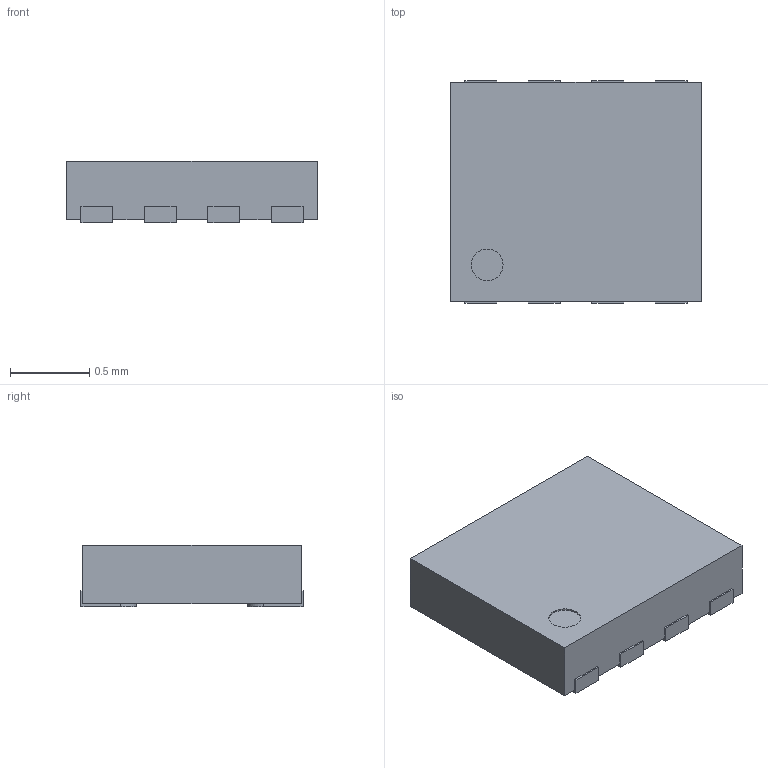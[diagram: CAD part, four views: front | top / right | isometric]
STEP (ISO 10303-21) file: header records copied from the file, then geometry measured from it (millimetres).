
FILE_DESCRIPTION(/* description */ ('model of TDFN-8_1.4x1.6mm_Pitch0.4mm'),/* implementation_level */ '2;1');
FILE_NAME(/* name */ 'TDFN-8_1.4x1.6mm_Pitch0.4mm.step',/* time_stamp */ '2022-05-23T16:31:41',/* author */ ('kicad StepUp','ksu'),/* organization */ ('FreeCAD'),/* preprocessor_version */ 'OCC',/* originating_system */ 'kicad StepUp',/* authorisation */ '');
FILE_SCHEMA(('AUTOMOTIVE_DESIGN { 1 0 10303 214 1 1 1 1 }'));
Length unit declared in the file: millimetre
Products named in the file (1): TDFN_8_14x16mm_Pitch04mm
Bounding box: 1.58 x 1.4 x 0.39 mm (x, y, z)
Volume: 0.8 mm3; surface area: 6.8 mm2
Topology: 1 solids, 1 shells, 56 faces, 159 edges, 106 vertices
Faces by surface type: plane 47, cylinder 9
Full cylindrical faces by diameter (mm): 0.2 x1
Entity records: 3935 total; most frequent: CARTESIAN_POINT 734, DIRECTION 560, LINE 401, VECTOR 401, ORIENTED_EDGE 318, PCURVE 318, DEFINITIONAL_REPRESENTATION 318, EDGE_CURVE 159
